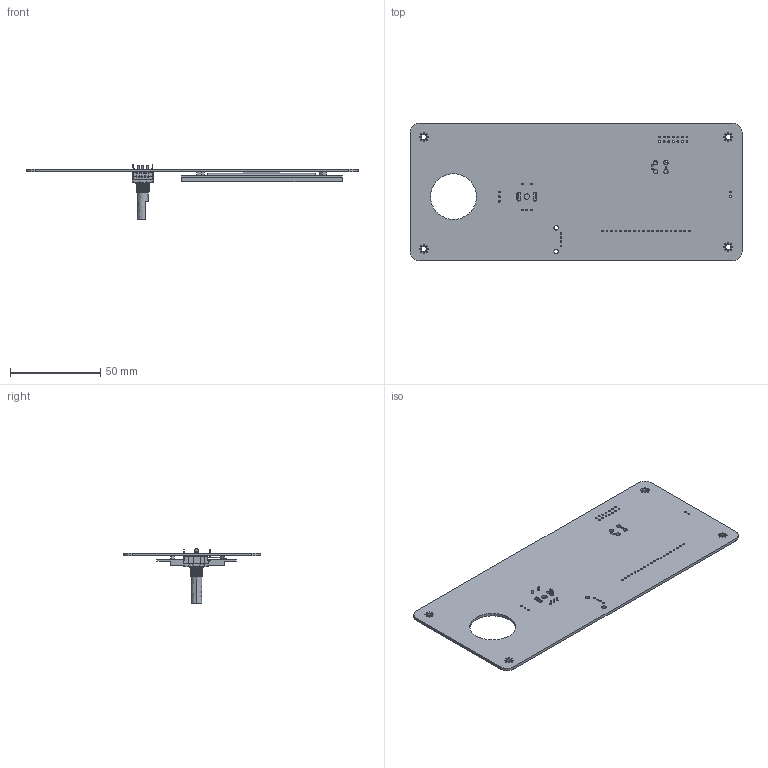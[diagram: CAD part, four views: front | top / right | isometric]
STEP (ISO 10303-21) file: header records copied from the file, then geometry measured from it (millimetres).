
FILE_DESCRIPTION(('KiCad electronic assembly'),'2;1');
FILE_NAME('Control.step','2022-04-16T23:16:23',('Pcbnew'),('Kicad'), 'Open CASCADE STEP processor 7.6','KiCad to STEP converter','Unknown' );
FILE_SCHEMA(('AUTOMOTIVE_DESIGN { 1 0 10303 214 1 1 1 1 }'));
Length unit declared in the file: millimetre
Products named in the file (6): Control 1; EN11-HSM1AF20; COMPOUND; NHD-3.12-25664UCxx; _autosave-Control PCB
Assembly tree (5 placements, depth 3):
  Control 1
    EN11-HSM1AF20
      COMPOUND
    NHD-3.12-25664UCxx
      COMPOUND
    _autosave-Control PCB
Bounding box: 184.15 x 76.2 x 30.1 mm (x, y, z)
Volume: 32016.1 mm3; surface area: 40662.8 mm2
Topology: 6 solids, 6 shells, 700 faces, 1891 edges, 1250 vertices
Faces by surface type: bspline 587, cylinder 103, plane 10
Full cylindrical faces by diameter (mm): 0.5 x32, 0.991 x3, 1 x48, 2.375 x4, 2.5 x2, 3 x5, 25.4 x1
Entity records: 51470 total; most frequent: CARTESIAN_POINT 23058, ORIENTED_EDGE 3766, PCURVE 3766, DEFINITIONAL_REPRESENTATION 3766, B_SPLINE_CURVE_WITH_KNOTS 3762, EDGE_CURVE 1883, SURFACE_CURVE 1788, VERTEX_POINT 1250
